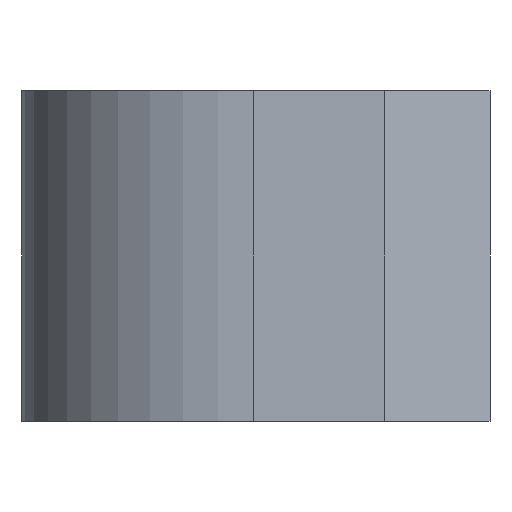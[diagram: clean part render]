
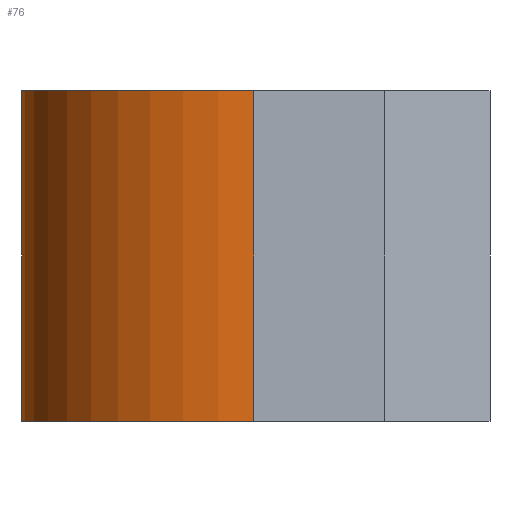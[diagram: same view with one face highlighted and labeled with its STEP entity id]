
A CAD part, front view. The second image highlights one B-rep face of the part: STEP entity #76.
In plain terms, the highlighted cylindrical face has radius 80 mm (diameter 160 mm), a partial arc.
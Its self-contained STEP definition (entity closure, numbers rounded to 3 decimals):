
#65=CIRCLE('',#372,80.);
#66=CIRCLE('',#373,80.);
#76=ADVANCED_FACE('',(#99),#92,.T.);
#92=CYLINDRICAL_SURFACE('',#374,80.);
#99=FACE_OUTER_BOUND('',#119,.T.);
#119=EDGE_LOOP('',(#161,#162,#163,#164));
#161=ORIENTED_EDGE('',*,*,#278,.T.);
#162=ORIENTED_EDGE('',*,*,#279,.F.);
#163=ORIENTED_EDGE('',*,*,#280,.F.);
#164=ORIENTED_EDGE('',*,*,#276,.T.);
#243=VERTEX_POINT('',#691);
#244=VERTEX_POINT('',#693);
#245=VERTEX_POINT('',#697);
#246=VERTEX_POINT('',#699);
#276=EDGE_CURVE('',#244,#243,#313,.T.);
#278=EDGE_CURVE('',#243,#245,#65,.T.);
#279=EDGE_CURVE('',#246,#245,#315,.T.);
#280=EDGE_CURVE('',#244,#246,#66,.T.);
#313=LINE('',#692,#342);
#315=LINE('',#698,#344);
#342=VECTOR('',#417,1.);
#344=VECTOR('',#423,1.);
#372=AXIS2_PLACEMENT_3D('',#696,#421,#422);
#373=AXIS2_PLACEMENT_3D('',#700,#424,#425);
#374=AXIS2_PLACEMENT_3D('',#701,#426,#427);
#417=DIRECTION('',(0.,0.,-1.));
#421=DIRECTION('',(0.,0.,1.));
#422=DIRECTION('',(1.,0.,0.));
#423=DIRECTION('',(0.,0.,-1.));
#424=DIRECTION('',(0.,0.,1.));
#425=DIRECTION('',(1.,0.,0.));
#426=DIRECTION('',(0.,0.,-1.));
#427=DIRECTION('',(-1.,0.,0.));
#691=CARTESIAN_POINT('',(0.,35.338,-60.));
#692=CARTESIAN_POINT('',(0.,35.338,60.));
#693=CARTESIAN_POINT('',(0.,35.338,60.));
#696=CARTESIAN_POINT('',(80.,35.338,-60.));
#697=CARTESIAN_POINT('',(84.187,-44.552,-60.));
#698=CARTESIAN_POINT('',(84.187,-44.552,60.));
#699=CARTESIAN_POINT('',(84.187,-44.552,60.));
#700=CARTESIAN_POINT('',(80.,35.338,60.));
#701=CARTESIAN_POINT('',(80.,35.338,60.));
